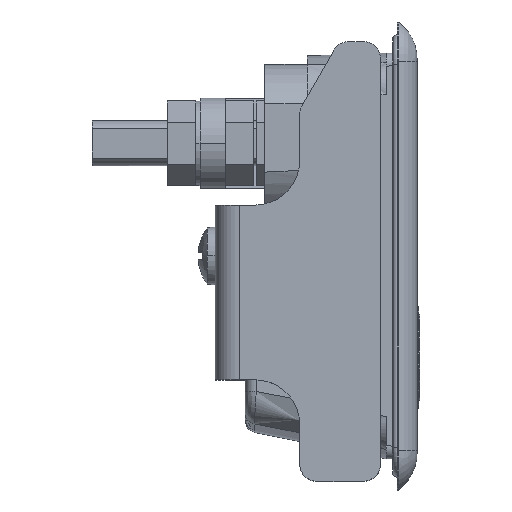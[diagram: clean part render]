
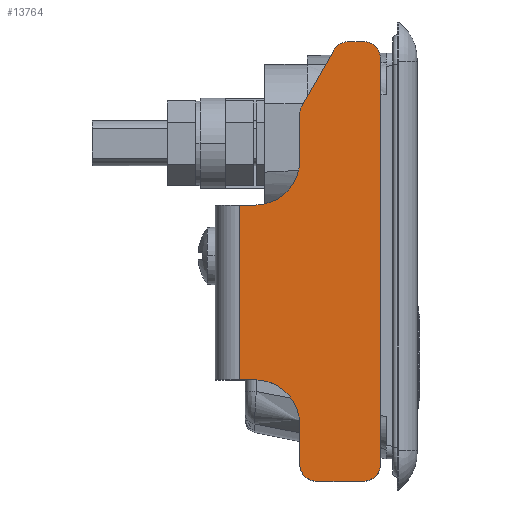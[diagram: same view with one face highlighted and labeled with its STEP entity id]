
A CAD part, top view. The second image highlights one B-rep face of the part: STEP entity #13764.
In plain terms, the highlighted face is planar.
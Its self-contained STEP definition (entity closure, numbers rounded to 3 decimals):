
#65 = ORIENTED_EDGE ( 'NONE', *, *, #12298, .T. ) ;
#75 = VECTOR ( 'NONE', #17159, 1000. ) ;
#104 = VERTEX_POINT ( 'NONE', #4713 ) ;
#258 = EDGE_CURVE ( 'NONE', #2749, #7373, #5368, .T. ) ;
#326 = CIRCLE ( 'NONE', #17057, 3. ) ;
#467 = VERTEX_POINT ( 'NONE', #17105 ) ;
#557 = AXIS2_PLACEMENT_3D ( 'NONE', #9972, #6246, #4410 ) ;
#705 = VERTEX_POINT ( 'NONE', #14915 ) ;
#776 = DIRECTION ( 'NONE',  ( 0., 0., -1. ) ) ;
#988 = CARTESIAN_POINT ( 'NONE',  ( 18.3, -4., -11. ) ) ;
#1061 = CARTESIAN_POINT ( 'NONE',  ( 18.3, -4., 18. ) ) ;
#1088 = EDGE_CURVE ( 'NONE', #12998, #10523, #12137, .T. ) ;
#1310 = VECTOR ( 'NONE', #15885, 1000. ) ;
#1510 = CARTESIAN_POINT ( 'NONE',  ( 18.3, -18.3, 18. ) ) ;
#1581 = LINE ( 'NONE', #17746, #1310 ) ;
#1702 = DIRECTION ( 'NONE',  ( 0., 0., -1. ) ) ;
#1765 = VECTOR ( 'NONE', #1702, 1000. ) ;
#2071 = CIRCLE ( 'NONE', #557, 8. ) ;
#2074 = CARTESIAN_POINT ( 'NONE',  ( 18.3, -18.3, 5.196 ) ) ;
#2302 = CIRCLE ( 'NONE', #15905, 3. ) ;
#2435 = DIRECTION ( 'NONE',  ( 0., 0., -1. ) ) ;
#2621 = DIRECTION ( 'NONE',  ( -1., 0., 0. ) ) ;
#2749 = VERTEX_POINT ( 'NONE', #2074 ) ;
#2783 = EDGE_CURVE ( 'NONE', #5247, #467, #326, .T. ) ;
#2840 = LINE ( 'NONE', #988, #75 ) ;
#2908 = LINE ( 'NONE', #1061, #6508 ) ;
#2935 = ORIENTED_EDGE ( 'NONE', *, *, #15435, .T. ) ;
#3138 = VERTEX_POINT ( 'NONE', #10005 ) ;
#3332 = LINE ( 'NONE', #1510, #7750 ) ;
#3441 = DIRECTION ( 'NONE',  ( 0., -1., 0. ) ) ;
#3513 = CARTESIAN_POINT ( 'NONE',  ( 18.3, -18.3, 18. ) ) ;
#3594 = ORIENTED_EDGE ( 'NONE', *, *, #2783, .T. ) ;
#3596 = ORIENTED_EDGE ( 'NONE', *, *, #3702, .F. ) ;
#3702 = EDGE_CURVE ( 'NONE', #3138, #467, #7162, .T. ) ;
#4075 = ORIENTED_EDGE ( 'NONE', *, *, #4376, .T. ) ;
#4131 = VERTEX_POINT ( 'NONE', #11011 ) ;
#4229 = DIRECTION ( 'NONE',  ( 0., 0., -1. ) ) ;
#4277 = DIRECTION ( 'NONE',  ( 0., -0.5, -0.866 ) ) ;
#4281 = DIRECTION ( 'NONE',  ( 1., 0., 0. ) ) ;
#4376 = EDGE_CURVE ( 'NONE', #7373, #17784, #15722, .T. ) ;
#4410 = DIRECTION ( 'NONE',  ( 0., 0., -1. ) ) ;
#4455 = CARTESIAN_POINT ( 'NONE',  ( 18.3, -26.3, -3. ) ) ;
#4609 = ORIENTED_EDGE ( 'NONE', *, *, #13137, .T. ) ;
#4713 = CARTESIAN_POINT ( 'NONE',  ( 18.3, -4., -57. ) ) ;
#4866 = ORIENTED_EDGE ( 'NONE', *, *, #258, .T. ) ;
#5247 = VERTEX_POINT ( 'NONE', #7483 ) ;
#5272 = EDGE_CURVE ( 'NONE', #8583, #5247, #3332, .T. ) ;
#5283 = CARTESIAN_POINT ( 'NONE',  ( 18.3, -4., -60. ) ) ;
#5368 = LINE ( 'NONE', #3513, #1765 ) ;
#6074 = DIRECTION ( 'NONE',  ( 1., 0., 0. ) ) ;
#6118 = CARTESIAN_POINT ( 'NONE',  ( 18.3, -9.529, 21.192 ) ) ;
#6119 = CARTESIAN_POINT ( 'NONE',  ( 18.3, -9.64, 15. ) ) ;
#6246 = DIRECTION ( 'NONE',  ( -1., 0., 0. ) ) ;
#6508 = VECTOR ( 'NONE', #17235, 1000. ) ;
#6538 = DIRECTION ( 'NONE',  ( 0., 1., 0. ) ) ;
#6559 = AXIS2_PLACEMENT_3D ( 'NONE', #4455, #2621, #776 ) ;
#6800 = EDGE_CURVE ( 'NONE', #17784, #12998, #2840, .T. ) ;
#7056 = EDGE_CURVE ( 'NONE', #3138, #104, #14616, .T. ) ;
#7098 = CARTESIAN_POINT ( 'NONE',  ( 18.3, -7., 18. ) ) ;
#7161 = VERTEX_POINT ( 'NONE', #8893 ) ;
#7162 = LINE ( 'NONE', #5283, #14577 ) ;
#7373 = VERTEX_POINT ( 'NONE', #10092 ) ;
#7483 = CARTESIAN_POINT ( 'NONE',  ( 18.3, -18.3, -57. ) ) ;
#7750 = VECTOR ( 'NONE', #17676, 1000. ) ;
#7973 = LINE ( 'NONE', #6118, #12672 ) ;
#8120 = ORIENTED_EDGE ( 'NONE', *, *, #7056, .T. ) ;
#8403 = CARTESIAN_POINT ( 'NONE',  ( 18.3, -4., -42. ) ) ;
#8461 = DIRECTION ( 'NONE',  ( 0., 0., -1. ) ) ;
#8496 = ORIENTED_EDGE ( 'NONE', *, *, #1088, .T. ) ;
#8583 = VERTEX_POINT ( 'NONE', #10777 ) ;
#8893 = CARTESIAN_POINT ( 'NONE',  ( 18.3, -9.64, 18. ) ) ;
#9091 = ORIENTED_EDGE ( 'NONE', *, *, #16678, .T. ) ;
#9428 = ORIENTED_EDGE ( 'NONE', *, *, #15491, .F. ) ;
#9626 = CARTESIAN_POINT ( 'NONE',  ( 18.3, -26.3, -11. ) ) ;
#9721 = DIRECTION ( 'NONE',  ( 0., 0., -1. ) ) ;
#9823 = EDGE_CURVE ( 'NONE', #14877, #8583, #2071, .T. ) ;
#9972 = CARTESIAN_POINT ( 'NONE',  ( 18.3, -26.3, -50. ) ) ;
#10005 = CARTESIAN_POINT ( 'NONE',  ( 18.3, -7., -60. ) ) ;
#10092 = CARTESIAN_POINT ( 'NONE',  ( 18.3, -18.3, -3. ) ) ;
#10251 = LINE ( 'NONE', #8403, #11961 ) ;
#10296 = CIRCLE ( 'NONE', #17190, 3. ) ;
#10303 = CARTESIAN_POINT ( 'NONE',  ( 18.3, -29., 18. ) ) ;
#10318 = ORIENTED_EDGE ( 'NONE', *, *, #15009, .T. ) ;
#10448 = DIRECTION ( 'NONE',  ( 0., 0., -1. ) ) ;
#10488 = AXIS2_PLACEMENT_3D ( 'NONE', #6119, #4281, #2435 ) ;
#10523 = VERTEX_POINT ( 'NONE', #12082 ) ;
#10777 = CARTESIAN_POINT ( 'NONE',  ( 18.3, -18.3, -50. ) ) ;
#10949 = ORIENTED_EDGE ( 'NONE', *, *, #9823, .T. ) ;
#11011 = CARTESIAN_POINT ( 'NONE',  ( 18.3, -12.238, 16.5 ) ) ;
#11087 = DIRECTION ( 'NONE',  ( 0., 0., -1. ) ) ;
#11572 = DIRECTION ( 'NONE',  ( 1., 0., 0. ) ) ;
#11633 = EDGE_CURVE ( 'NONE', #10523, #14877, #10251, .T. ) ;
#11779 = VERTEX_POINT ( 'NONE', #7098 ) ;
#11961 = VECTOR ( 'NONE', #6538, 1000. ) ;
#12021 = ORIENTED_EDGE ( 'NONE', *, *, #5272, .T. ) ;
#12082 = CARTESIAN_POINT ( 'NONE',  ( 18.3, -29., -42. ) ) ;
#12137 = LINE ( 'NONE', #10303, #13382 ) ;
#12286 = DIRECTION ( 'NONE',  ( 1., 0., 0. ) ) ;
#12298 = EDGE_CURVE ( 'NONE', #705, #11779, #2302, .T. ) ;
#12672 = VECTOR ( 'NONE', #4277, 1000. ) ;
#12836 = DIRECTION ( 'NONE',  ( 0., 0., -1. ) ) ;
#12925 = DIRECTION ( 'NONE',  ( 1., 0., 0. ) ) ;
#12984 = CIRCLE ( 'NONE', #10488, 3. ) ;
#12998 = VERTEX_POINT ( 'NONE', #14813 ) ;
#13137 = EDGE_CURVE ( 'NONE', #4131, #15568, #7973, .T. ) ;
#13382 = VECTOR ( 'NONE', #8461, 1000. ) ;
#13406 = CARTESIAN_POINT ( 'NONE',  ( 18.3, -4., 18. ) ) ;
#13458 = CARTESIAN_POINT ( 'NONE',  ( 18.3, -7., 15. ) ) ;
#13640 = AXIS2_PLACEMENT_3D ( 'NONE', #16611, #12925, #11087 ) ;
#13764 = ADVANCED_FACE ( 'NONE', ( #17097 ), #15248, .T. ) ;
#13893 = CARTESIAN_POINT ( 'NONE',  ( 18.3, -26.3, -42. ) ) ;
#14577 = VECTOR ( 'NONE', #3441, 1000. ) ;
#14616 = CIRCLE ( 'NONE', #13640, 3. ) ;
#14661 = DIRECTION ( 'NONE',  ( 1., 0., 0. ) ) ;
#14813 = CARTESIAN_POINT ( 'NONE',  ( 18.3, -29., -11. ) ) ;
#14877 = VERTEX_POINT ( 'NONE', #13893 ) ;
#14915 = CARTESIAN_POINT ( 'NONE',  ( 18.3, -4., 15. ) ) ;
#15009 = EDGE_CURVE ( 'NONE', #11779, #7161, #2908, .T. ) ;
#15141 = ORIENTED_EDGE ( 'NONE', *, *, #11633, .T. ) ;
#15248 = PLANE ( 'NONE',  #17555 ) ;
#15435 = EDGE_CURVE ( 'NONE', #7161, #4131, #12984, .T. ) ;
#15491 = EDGE_CURVE ( 'NONE', #705, #104, #1581, .T. ) ;
#15568 = VERTEX_POINT ( 'NONE', #16438 ) ;
#15722 = CIRCLE ( 'NONE', #6559, 8. ) ;
#15885 = DIRECTION ( 'NONE',  ( 0., 0., -1. ) ) ;
#15905 = AXIS2_PLACEMENT_3D ( 'NONE', #13458, #6074, #4229 ) ;
#15960 = CARTESIAN_POINT ( 'NONE',  ( 18.3, -15.3, -57. ) ) ;
#16073 = ORIENTED_EDGE ( 'NONE', *, *, #6800, .T. ) ;
#16438 = CARTESIAN_POINT ( 'NONE',  ( 18.3, -17.898, 6.696 ) ) ;
#16514 = CARTESIAN_POINT ( 'NONE',  ( 18.3, -15.3, 5.196 ) ) ;
#16611 = CARTESIAN_POINT ( 'NONE',  ( 18.3, -7., -57. ) ) ;
#16678 = EDGE_CURVE ( 'NONE', #15568, #2749, #10296, .T. ) ;
#17057 = AXIS2_PLACEMENT_3D ( 'NONE', #15960, #12286, #10448 ) ;
#17097 = FACE_OUTER_BOUND ( 'NONE', #17140, .T. ) ;
#17105 = CARTESIAN_POINT ( 'NONE',  ( 18.3, -15.3, -60. ) ) ;
#17140 = EDGE_LOOP ( 'NONE', ( #10318, #2935, #4609, #9091, #4866, #4075, #16073, #8496, #15141, #10949, #12021, #3594, #3596, #8120, #9428, #65 ) ) ;
#17159 = DIRECTION ( 'NONE',  ( 0., -1., 0. ) ) ;
#17190 = AXIS2_PLACEMENT_3D ( 'NONE', #16514, #14661, #12836 ) ;
#17235 = DIRECTION ( 'NONE',  ( 0., -1., 0. ) ) ;
#17555 = AXIS2_PLACEMENT_3D ( 'NONE', #13406, #11572, #9721 ) ;
#17676 = DIRECTION ( 'NONE',  ( 0., 0., -1. ) ) ;
#17746 = CARTESIAN_POINT ( 'NONE',  ( 18.3, -4., 18. ) ) ;
#17784 = VERTEX_POINT ( 'NONE', #9626 ) ;
